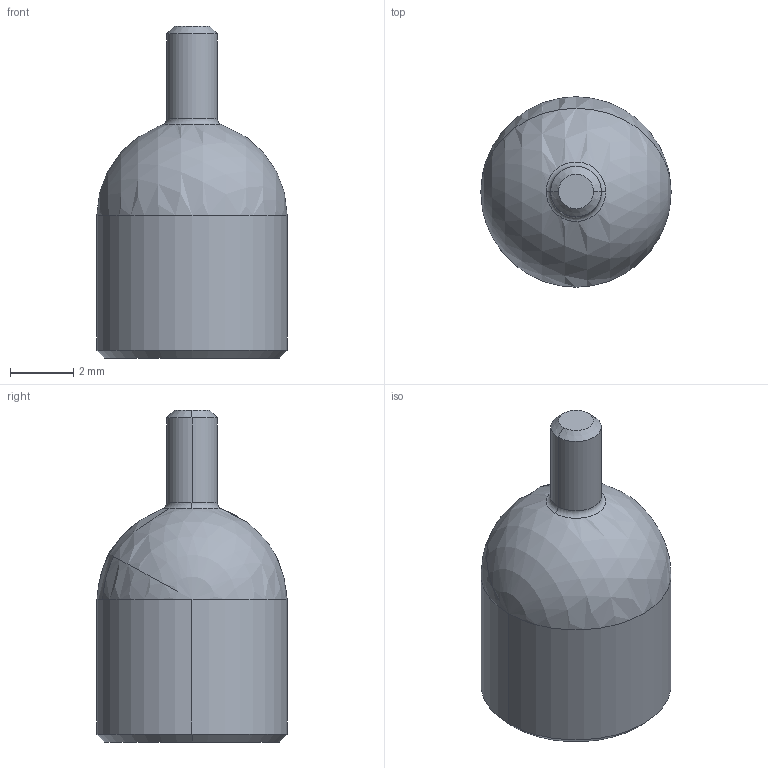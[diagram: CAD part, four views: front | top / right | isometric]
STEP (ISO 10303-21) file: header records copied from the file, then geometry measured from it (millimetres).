
FILE_DESCRIPTION(('CATIA V5 STEP Exchange'),'2;1');
FILE_NAME('bucsa2.stp','2010-10-22T07:44:35+00:00',('none'),('none'),'CATIA Version 5 Release 19 SP 2 (IN-10)','CATIA V5 STEP AP203','none');
FILE_SCHEMA(('CONFIG_CONTROL_DESIGN'));
Length unit declared in the file: millimetre
Products named in the file (1): bucsa2
Bounding box: 6 x 6 x 10.47 mm (x, y, z)
Volume: 132.8 mm3; surface area: 233.2 mm2
Topology: 1 solids, 1 shells, 21 faces, 43 edges, 22 vertices
Faces by surface type: cylinder 6, cone 6, torus 4, plane 3, sphere 2
Entity records: 540 total; most frequent: CARTESIAN_POINT 104, ORIENTED_EDGE 78, DIRECTION 71, AXIS2_PLACEMENT_3D 43, EDGE_CURVE 39, CIRCLE 25, EDGE_LOOP 23, VERTEX_POINT 22
